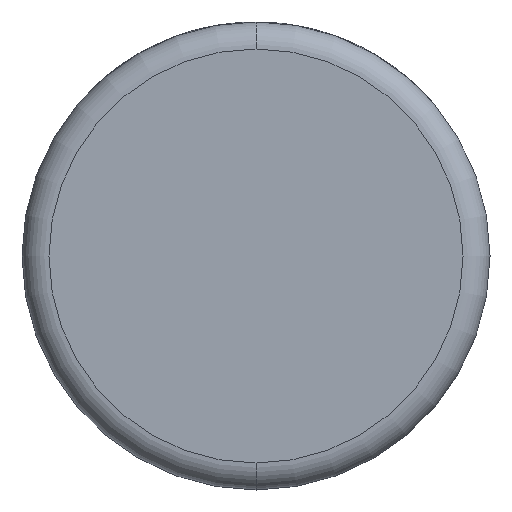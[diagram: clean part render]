
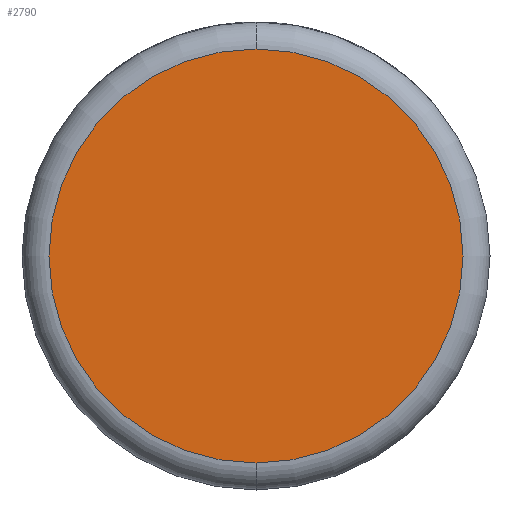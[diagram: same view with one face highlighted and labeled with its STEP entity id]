
A CAD part, front view. The second image highlights one B-rep face of the part: STEP entity #2790.
In plain terms, the highlighted planar face has unit normal (0, -1, 0).
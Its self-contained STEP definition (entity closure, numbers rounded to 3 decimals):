
#487 = DIRECTION ( 'NONE',  ( 0., -1., 0. ) ) ;
#598 = CARTESIAN_POINT ( 'NONE',  ( 0., 0., 0. ) ) ;
#653 = CARTESIAN_POINT ( 'NONE',  ( 0., 0., 0. ) ) ;
#698 = CARTESIAN_POINT ( 'NONE',  ( 0., 0., -9.954 ) ) ;
#794 = CARTESIAN_POINT ( 'NONE',  ( 0., 0., 9.954 ) ) ;
#1323 = DIRECTION ( 'NONE',  ( 0., 0., 1. ) ) ;
#1466 = FACE_OUTER_BOUND ( 'NONE', #4421, .T. ) ;
#1615 = CIRCLE ( 'NONE', #3647, 9.954 ) ;
#1683 = ORIENTED_EDGE ( 'NONE', *, *, #2888, .T. ) ;
#2009 = CARTESIAN_POINT ( 'NONE',  ( 0., 0., 0. ) ) ;
#2096 = EDGE_CURVE ( 'NONE', #4718, #2609, #4398, .T. ) ;
#2323 = AXIS2_PLACEMENT_3D ( 'NONE', #2009, #487, #4227 ) ;
#2602 = ORIENTED_EDGE ( 'NONE', *, *, #2096, .T. ) ;
#2609 = VERTEX_POINT ( 'NONE', #794 ) ;
#2790 = ADVANCED_FACE ( 'NONE', ( #1466 ), #3597, .F. ) ;
#2888 = EDGE_CURVE ( 'NONE', #2609, #4718, #1615, .T. ) ;
#3266 = AXIS2_PLACEMENT_3D ( 'NONE', #598, #3996, #1323 ) ;
#3597 = PLANE ( 'NONE',  #3266 ) ;
#3647 = AXIS2_PLACEMENT_3D ( 'NONE', #653, #4062, #4762 ) ;
#3996 = DIRECTION ( 'NONE',  ( 0., 1., 0. ) ) ;
#4062 = DIRECTION ( 'NONE',  ( 0., -1., 0. ) ) ;
#4227 = DIRECTION ( 'NONE',  ( 0., 0., 1. ) ) ;
#4398 = CIRCLE ( 'NONE', #2323, 9.954 ) ;
#4421 = EDGE_LOOP ( 'NONE', ( #1683, #2602 ) ) ;
#4718 = VERTEX_POINT ( 'NONE', #698 ) ;
#4762 = DIRECTION ( 'NONE',  ( 0., 0., 1. ) ) ;
